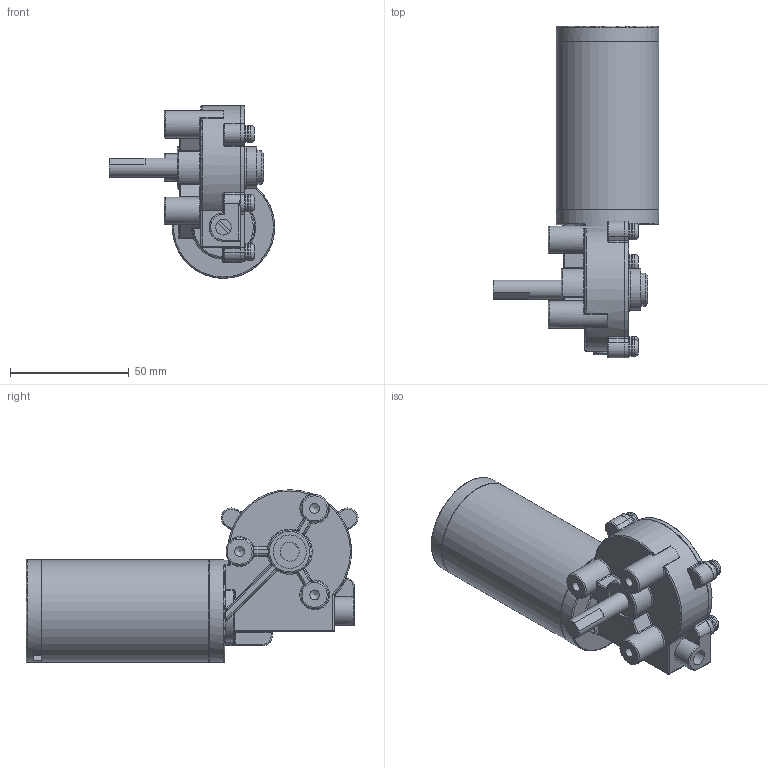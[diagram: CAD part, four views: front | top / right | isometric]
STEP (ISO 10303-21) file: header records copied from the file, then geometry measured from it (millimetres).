
FILE_DESCRIPTION( ( 'Unknown' ), '1' );
FILE_NAME( 'WLD4383.stp', 'Unknown', ( 'Unknown' ), ( 'Unknown' ), 'PSStep 17.0.49', 'Unknown', ' ' );
FILE_SCHEMA( ( 'AUTOMOTIVE_DESIGN { 1 0 10303 214 1 1 1 1 }' ) );
Length unit declared in the file: millimetre
Products named in the file (1): 1
Bounding box: 69.5 x 139.52 x 72.5 mm (x, y, z)
Volume: 185915.9 mm3; surface area: 28317.2 mm2
Topology: 1 solids, 1 shells, 499 faces, 1269 edges, 771 vertices
Faces by surface type: plane 211, cylinder 158, torus 59, bspline 25, cone 25, sphere 21
Full cylindrical faces by diameter (mm): 2.66 x4, 4.134 x3, 6.647 x1, 6.75 x2, 7 x8, 8 x2, 11.5 x3, 14 x2, 17.5 x1, 18 x1, 42.8 x2, 43 x3
Entity records: 21416 total; most frequent: CARTESIAN_POINT 5889, DIRECTION 2469, ORIENTED_EDGE 2320, EDGE_CURVE 1160, AXIS2_PLACEMENT_3D 946, VERTEX_POINT 746, EDGE_LOOP 579, LINE 577
